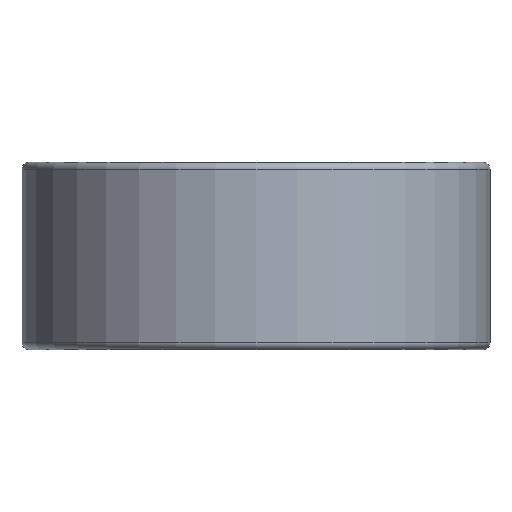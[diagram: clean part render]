
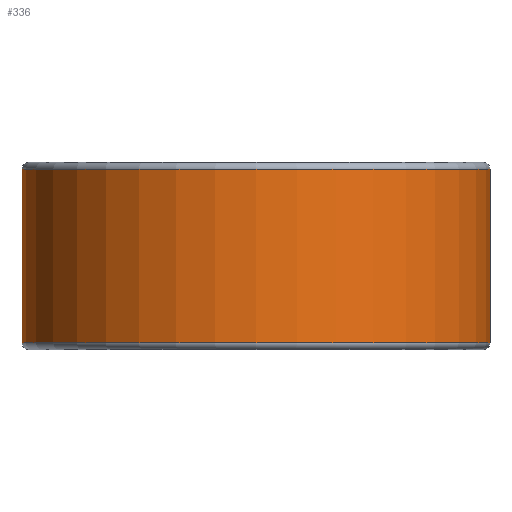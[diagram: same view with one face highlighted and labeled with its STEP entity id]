
A CAD part, front view. The second image highlights one B-rep face of the part: STEP entity #336.
In plain terms, the highlighted cylindrical face has radius 10 mm (diameter 20 mm), a full revolution.
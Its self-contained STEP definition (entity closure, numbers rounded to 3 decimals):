
#295 = VERTEX_POINT('',#296);
#296 = CARTESIAN_POINT('',(10.,0.,-3.7));
#303 = EDGE_CURVE('',#295,#295,#304,.T.);
#304 = CIRCLE('',#305,10.);
#305 = AXIS2_PLACEMENT_3D('',#306,#307,#308);
#306 = CARTESIAN_POINT('',(0.,0.,-3.7));
#307 = DIRECTION('',(0.,0.,1.));
#308 = DIRECTION('',(1.,0.,0.));
#336 = ADVANCED_FACE('',(#337),#356,.T.);
#337 = FACE_BOUND('',#338,.F.);
#338 = EDGE_LOOP('',(#339,#347,#354,#355));
#339 = ORIENTED_EDGE('',*,*,#340,.T.);
#340 = EDGE_CURVE('',#295,#341,#343,.T.);
#341 = VERTEX_POINT('',#342);
#342 = CARTESIAN_POINT('',(10.,0.,3.7));
#343 = LINE('',#344,#345);
#344 = CARTESIAN_POINT('',(10.,0.,-4.));
#345 = VECTOR('',#346,1.);
#346 = DIRECTION('',(0.,0.,1.));
#347 = ORIENTED_EDGE('',*,*,#348,.T.);
#348 = EDGE_CURVE('',#341,#341,#349,.T.);
#349 = CIRCLE('',#350,10.);
#350 = AXIS2_PLACEMENT_3D('',#351,#352,#353);
#351 = CARTESIAN_POINT('',(0.,0.,3.7));
#352 = DIRECTION('',(0.,0.,1.));
#353 = DIRECTION('',(1.,0.,0.));
#354 = ORIENTED_EDGE('',*,*,#340,.F.);
#355 = ORIENTED_EDGE('',*,*,#303,.F.);
#356 = CYLINDRICAL_SURFACE('',#357,10.);
#357 = AXIS2_PLACEMENT_3D('',#358,#359,#360);
#358 = CARTESIAN_POINT('',(0.,0.,-4.));
#359 = DIRECTION('',(-0.,-0.,-1.));
#360 = DIRECTION('',(1.,0.,0.));
